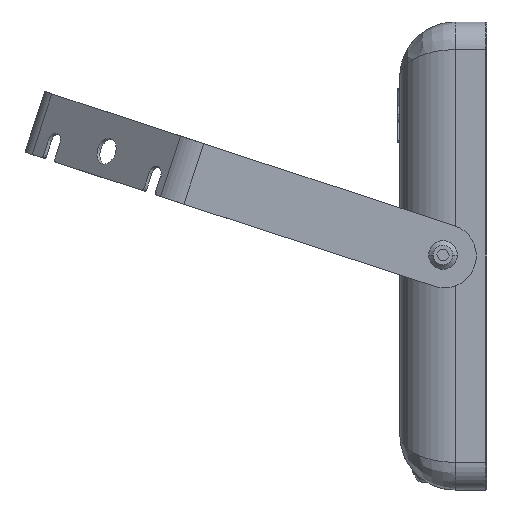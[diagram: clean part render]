
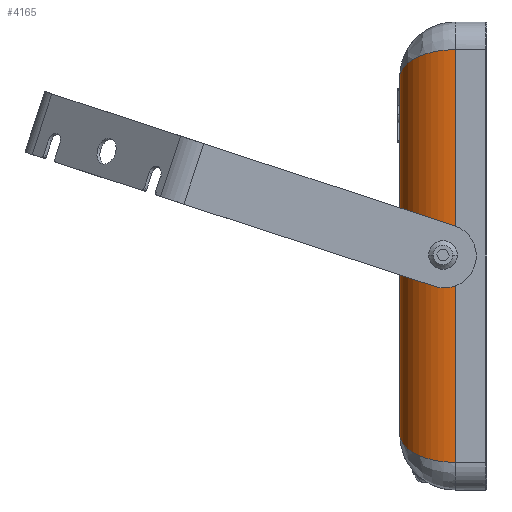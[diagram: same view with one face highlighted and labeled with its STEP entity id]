
A CAD part, front view. The second image highlights one B-rep face of the part: STEP entity #4165.
In plain terms, the highlighted cylindrical face has radius 20 mm (diameter 40 mm), a partial arc.
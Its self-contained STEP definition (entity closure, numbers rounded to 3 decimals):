
#3183=CARTESIAN_POINT('Vertex',(-31.5,-99.5,-64.5)) ;
#3188=CARTESIAN_POINT('Line Origine',(-31.5,-99.5,0.)) ;
#3192=CARTESIAN_POINT('Vertex',(-31.5,-99.5,64.5)) ;
#4117=CARTESIAN_POINT('Axis2P3D Location',(-11.5,-99.5,0.)) ;
#4122=CARTESIAN_POINT('Line Origine',(-11.5,-119.5,0.)) ;
#4126=CARTESIAN_POINT('Vertex',(-11.5,-119.5,74.5)) ;
#4128=CARTESIAN_POINT('Vertex',(-11.5,-119.5,-74.5)) ;
#4132=CARTESIAN_POINT('Control Point',(-31.5,-99.5,64.5)) ;
#4133=CARTESIAN_POINT('Control Point',(-31.5,-101.929,65.714)) ;
#4134=CARTESIAN_POINT('Control Point',(-31.131,-104.358,66.929)) ;
#4135=CARTESIAN_POINT('Control Point',(-30.394,-106.729,68.114)) ;
#4136=CARTESIAN_POINT('Control Point',(-28.601,-110.383,69.941)) ;
#4137=CARTESIAN_POINT('Control Point',(-25.895,-113.521,71.511)) ;
#4138=CARTESIAN_POINT('Control Point',(-24.725,-114.634,72.067)) ;
#4139=CARTESIAN_POINT('Control Point',(-21.726,-116.954,73.227)) ;
#4140=CARTESIAN_POINT('Control Point',(-18.166,-118.553,74.026)) ;
#4141=CARTESIAN_POINT('Control Point',(-15.993,-119.185,74.342)) ;
#4142=CARTESIAN_POINT('Control Point',(-13.746,-119.5,74.5)) ;
#4143=CARTESIAN_POINT('Control Point',(-11.5,-119.5,74.5)) ;
#4146=CARTESIAN_POINT('Control Point',(-31.5,-99.5,-64.5)) ;
#4147=CARTESIAN_POINT('Control Point',(-31.5,-101.929,-65.714)) ;
#4148=CARTESIAN_POINT('Control Point',(-31.131,-104.358,-66.929)) ;
#4149=CARTESIAN_POINT('Control Point',(-30.394,-106.729,-68.114)) ;
#4150=CARTESIAN_POINT('Control Point',(-28.601,-110.383,-69.941)) ;
#4151=CARTESIAN_POINT('Control Point',(-25.895,-113.521,-71.511)) ;
#4152=CARTESIAN_POINT('Control Point',(-24.725,-114.634,-72.067)) ;
#4153=CARTESIAN_POINT('Control Point',(-21.726,-116.954,-73.227)) ;
#4154=CARTESIAN_POINT('Control Point',(-18.166,-118.553,-74.026)) ;
#4155=CARTESIAN_POINT('Control Point',(-15.993,-119.185,-74.342)) ;
#4156=CARTESIAN_POINT('Control Point',(-13.746,-119.5,-74.5)) ;
#4157=CARTESIAN_POINT('Control Point',(-11.5,-119.5,-74.5)) ;
#3189=DIRECTION('Vector Direction',(0.,0.,-1.)) ;
#4118=DIRECTION('Axis2P3D Direction',(0.,0.,-1.)) ;
#4119=DIRECTION('Axis2P3D XDirection',(0.,-1.,-0.)) ;
#4123=DIRECTION('Vector Direction',(0.,0.,-1.)) ;
#4120=AXIS2_PLACEMENT_3D('Cylinder Axis2P3D',#4117,#4118,#4119) ;
#4160=ORIENTED_EDGE('',*,*,#4130,.F.) ;
#4161=ORIENTED_EDGE('',*,*,#4144,.T.) ;
#4162=ORIENTED_EDGE('',*,*,#3194,.T.) ;
#4163=ORIENTED_EDGE('',*,*,#4158,.F.) ;
#3190=VECTOR('Line Direction',#3189,1.) ;
#4124=VECTOR('Line Direction',#4123,1.) ;
#4165=ADVANCED_FACE('Body.2',(#4164),#4121,.T.) ;
#4131=B_SPLINE_CURVE_WITH_KNOTS('',5,(#4132,#4133,#4134,#4135,#4136,#4137,#4138,#4139,#4140,#4141,#4142,#4143),.UNSPECIFIED.,.F.,.U.,(6,3,3,6),(0.,19.202,31.195,47.085),.UNSPECIFIED.) ;
#4145=B_SPLINE_CURVE_WITH_KNOTS('',5,(#4146,#4147,#4148,#4149,#4150,#4151,#4152,#4153,#4154,#4155,#4156,#4157),.UNSPECIFIED.,.F.,.U.,(6,3,3,6),(0.,19.202,31.195,47.085),.UNSPECIFIED.) ;
#4121=CYLINDRICAL_SURFACE('generated cylinder',#4120,20.) ;
#3194=EDGE_CURVE('',#3193,#3184,#3191,.T.) ;
#4130=EDGE_CURVE('',#4127,#4129,#4125,.T.) ;
#4144=EDGE_CURVE('',#4127,#3193,#4131,.F.) ;
#4158=EDGE_CURVE('',#4129,#3184,#4145,.F.) ;
#4159=EDGE_LOOP('',(#4160,#4161,#4162,#4163)) ;
#4164=FACE_OUTER_BOUND('',#4159,.T.) ;
#3191=LINE('Line',#3188,#3190) ;
#4125=LINE('Line',#4122,#4124) ;
#3184=VERTEX_POINT('',#3183) ;
#3193=VERTEX_POINT('',#3192) ;
#4127=VERTEX_POINT('',#4126) ;
#4129=VERTEX_POINT('',#4128) ;
